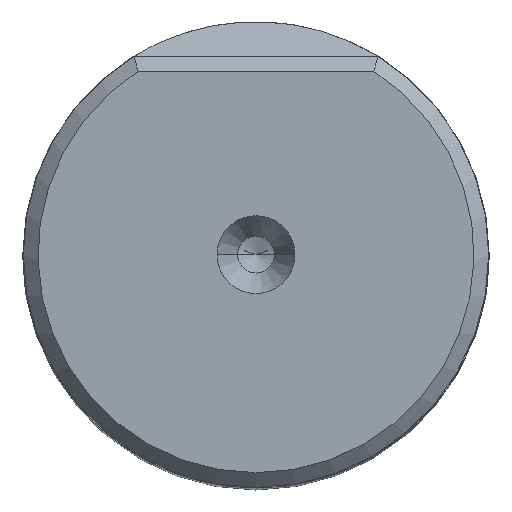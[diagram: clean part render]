
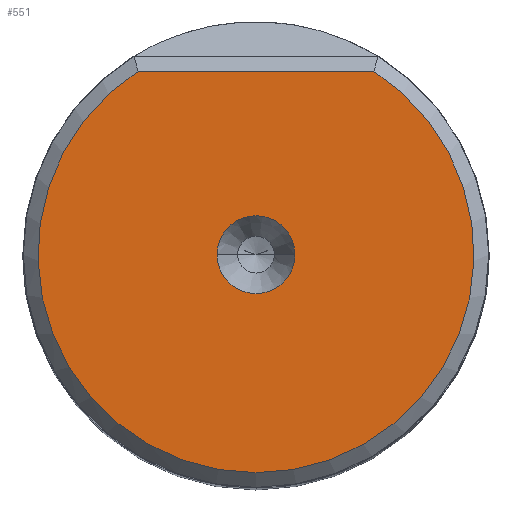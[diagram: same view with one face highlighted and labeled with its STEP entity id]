
A CAD part, top view. The second image highlights one B-rep face of the part: STEP entity #551.
In plain terms, the highlighted planar face has unit normal (0, 0, 1).
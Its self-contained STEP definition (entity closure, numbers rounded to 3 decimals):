
#233=FACE_BOUND('',#1206,.T.);
#234=FACE_BOUND('',#1207,.T.);
#358=PLANE('',#6358);
#551=ADVANCED_FACE('',(#233,#234),#358,.T.);
#1206=EDGE_LOOP('',(#2672,#2673,#2674));
#1207=EDGE_LOOP('',(#2675,#2676));
#1506=CIRCLE('',#6353,14.84);
#1507=CIRCLE('',#6354,14.84);
#1508=CIRCLE('',#6356,2.65);
#1509=CIRCLE('',#6357,2.65);
#2672=ORIENTED_EDGE('',*,*,#4641,.F.);
#2673=ORIENTED_EDGE('',*,*,#4640,.F.);
#2674=ORIENTED_EDGE('',*,*,#4633,.T.);
#2675=ORIENTED_EDGE('',*,*,#4642,.F.);
#2676=ORIENTED_EDGE('',*,*,#4643,.F.);
#3925=VERTEX_POINT('',#10572);
#3926=VERTEX_POINT('',#10573);
#3930=VERTEX_POINT('',#10595);
#3931=VERTEX_POINT('',#10599);
#3932=VERTEX_POINT('',#10600);
#4633=EDGE_CURVE('',#3925,#3926,#5260,.T.);
#4640=EDGE_CURVE('',#3925,#3930,#1506,.T.);
#4641=EDGE_CURVE('',#3930,#3926,#1507,.T.);
#4642=EDGE_CURVE('',#3931,#3932,#1508,.T.);
#4643=EDGE_CURVE('',#3932,#3931,#1509,.T.);
#5260=LINE('',#10571,#5633);
#5633=VECTOR('',#7401,1.);
#6353=AXIS2_PLACEMENT_3D('',#10594,#7412,#7413);
#6354=AXIS2_PLACEMENT_3D('',#10596,#7414,#7415);
#6356=AXIS2_PLACEMENT_3D('',#10598,#7418,#7419);
#6357=AXIS2_PLACEMENT_3D('',#10601,#7420,#7421);
#6358=AXIS2_PLACEMENT_3D('',#10602,#7422,#7423);
#7401=DIRECTION('',(-1.,0.,0.));
#7412=DIRECTION('',(0.,0.,-1.));
#7413=DIRECTION('',(0.541,0.841,0.));
#7414=DIRECTION('',(0.,0.,-1.));
#7415=DIRECTION('',(0.,-1.,0.));
#7418=DIRECTION('',(0.,0.,1.));
#7419=DIRECTION('',(1.,0.,0.));
#7420=DIRECTION('',(0.,0.,1.));
#7421=DIRECTION('',(-1.,0.,0.));
#7422=DIRECTION('',(0.,0.,1.));
#7423=DIRECTION('',(1.,0.,0.));
#10571=CARTESIAN_POINT('',(8.022,12.485,0.));
#10572=CARTESIAN_POINT('',(8.022,12.485,0.));
#10573=CARTESIAN_POINT('',(-8.022,12.485,0.));
#10594=CARTESIAN_POINT('',(0.,0.,0.));
#10595=CARTESIAN_POINT('',(0.,-14.84,0.));
#10596=CARTESIAN_POINT('',(0.,0.,0.));
#10598=CARTESIAN_POINT('',(0.,0.,0.));
#10599=CARTESIAN_POINT('',(2.65,0.,0.));
#10600=CARTESIAN_POINT('',(-2.65,0.,0.));
#10601=CARTESIAN_POINT('',(0.,0.,0.));
#10602=CARTESIAN_POINT('',(0.,-1.177,0.));
